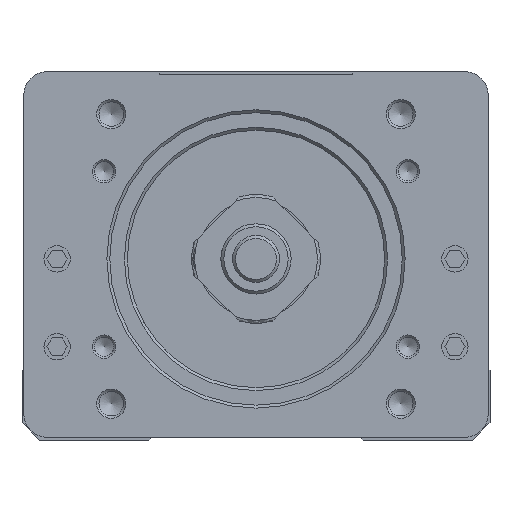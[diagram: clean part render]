
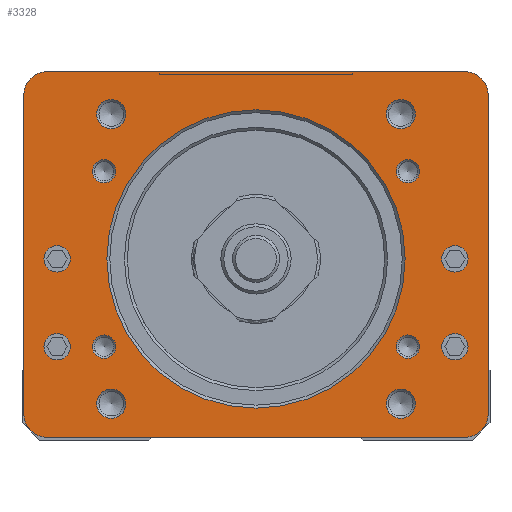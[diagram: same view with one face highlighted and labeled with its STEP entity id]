
A CAD part, front view. The second image highlights one B-rep face of the part: STEP entity #3328.
In plain terms, the highlighted planar face has unit normal (0, -1, 0).
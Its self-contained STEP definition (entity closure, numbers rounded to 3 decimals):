
#1337=FACE_BOUND('',#7025,.T.);
#1338=FACE_BOUND('',#7026,.T.);
#1339=FACE_BOUND('',#7027,.T.);
#1340=FACE_BOUND('',#7028,.T.);
#1341=FACE_BOUND('',#7029,.T.);
#1342=FACE_BOUND('',#7030,.T.);
#1343=FACE_BOUND('',#7031,.T.);
#1344=FACE_BOUND('',#7032,.T.);
#1345=FACE_BOUND('',#7033,.T.);
#1346=FACE_BOUND('',#7034,.T.);
#1347=FACE_BOUND('',#7035,.T.);
#1348=FACE_BOUND('',#7036,.T.);
#1349=FACE_BOUND('',#7037,.T.);
#1350=FACE_BOUND('',#7038,.T.);
#2081=CIRCLE('',#26312,4.);
#2082=CIRCLE('',#26314,4.);
#2083=CIRCLE('',#26316,2.);
#2084=CIRCLE('',#26318,2.);
#2085=CIRCLE('',#26320,2.);
#2086=CIRCLE('',#26322,2.);
#2087=CIRCLE('',#26324,2.5);
#2088=CIRCLE('',#26326,2.5);
#2089=CIRCLE('',#26328,2.5);
#2090=CIRCLE('',#26330,2.5);
#2091=CIRCLE('',#26332,25.5);
#2096=CIRCLE('',#26341,2.25);
#2098=CIRCLE('',#26344,2.25);
#2100=CIRCLE('',#26347,2.25);
#2102=CIRCLE('',#26350,2.25);
#2158=CIRCLE('',#26471,4.);
#2160=CIRCLE('',#26474,4.);
#3328=ADVANCED_FACE('',(#1337,#1338,#1339,#1340,#1341,#1342,#1343,#1344,
#1345,#1346,#1347,#1348,#1349,#1350),#4510,.T.);
#4510=PLANE('',#26475);
#7025=EDGE_LOOP('',(#11561));
#7026=EDGE_LOOP('',(#11562));
#7027=EDGE_LOOP('',(#11563));
#7028=EDGE_LOOP('',(#11564));
#7029=EDGE_LOOP('',(#11565));
#7030=EDGE_LOOP('',(#11566));
#7031=EDGE_LOOP('',(#11567));
#7032=EDGE_LOOP('',(#11568));
#7033=EDGE_LOOP('',(#11569));
#7034=EDGE_LOOP('',(#11570));
#7035=EDGE_LOOP('',(#11571));
#7036=EDGE_LOOP('',(#11572));
#7037=EDGE_LOOP('',(#11573));
#7038=EDGE_LOOP('',(#11574,#11575,#11576,#11577,#11578,#11579,#11580,#11581));
#11561=ORIENTED_EDGE('',*,*,#18810,.T.);
#11562=ORIENTED_EDGE('',*,*,#18809,.T.);
#11563=ORIENTED_EDGE('',*,*,#18808,.T.);
#11564=ORIENTED_EDGE('',*,*,#18807,.T.);
#11565=ORIENTED_EDGE('',*,*,#18806,.T.);
#11566=ORIENTED_EDGE('',*,*,#18805,.T.);
#11567=ORIENTED_EDGE('',*,*,#18804,.T.);
#11568=ORIENTED_EDGE('',*,*,#18803,.T.);
#11569=ORIENTED_EDGE('',*,*,#18802,.T.);
#11570=ORIENTED_EDGE('',*,*,#18822,.T.);
#11571=ORIENTED_EDGE('',*,*,#18820,.T.);
#11572=ORIENTED_EDGE('',*,*,#18818,.T.);
#11573=ORIENTED_EDGE('',*,*,#18816,.T.);
#11574=ORIENTED_EDGE('',*,*,#18961,.T.);
#11575=ORIENTED_EDGE('',*,*,#18964,.T.);
#11576=ORIENTED_EDGE('',*,*,#18965,.T.);
#11577=ORIENTED_EDGE('',*,*,#18921,.T.);
#11578=ORIENTED_EDGE('',*,*,#18800,.T.);
#11579=ORIENTED_EDGE('',*,*,#18864,.T.);
#11580=ORIENTED_EDGE('',*,*,#18797,.T.);
#11581=ORIENTED_EDGE('',*,*,#18914,.T.);
#15914=VERTEX_POINT('',#39306);
#15915=VERTEX_POINT('',#39308);
#15916=VERTEX_POINT('',#39312);
#15917=VERTEX_POINT('',#39314);
#15918=VERTEX_POINT('',#39318);
#15919=VERTEX_POINT('',#39321);
#15920=VERTEX_POINT('',#39324);
#15921=VERTEX_POINT('',#39327);
#15922=VERTEX_POINT('',#39330);
#15923=VERTEX_POINT('',#39333);
#15924=VERTEX_POINT('',#39336);
#15925=VERTEX_POINT('',#39339);
#15926=VERTEX_POINT('',#39342);
#15931=VERTEX_POINT('',#39357);
#15933=VERTEX_POINT('',#39362);
#15935=VERTEX_POINT('',#39367);
#15937=VERTEX_POINT('',#39372);
#15998=VERTEX_POINT('',#39667);
#16003=VERTEX_POINT('',#39681);
#16039=VERTEX_POINT('',#39775);
#16041=VERTEX_POINT('',#39781);
#18797=EDGE_CURVE('',#15915,#15914,#2081,.T.);
#18800=EDGE_CURVE('',#15917,#15916,#2082,.T.);
#18802=EDGE_CURVE('',#15918,#15918,#2083,.T.);
#18803=EDGE_CURVE('',#15919,#15919,#2084,.T.);
#18804=EDGE_CURVE('',#15920,#15920,#2085,.T.);
#18805=EDGE_CURVE('',#15921,#15921,#2086,.T.);
#18806=EDGE_CURVE('',#15922,#15922,#2087,.T.);
#18807=EDGE_CURVE('',#15923,#15923,#2088,.T.);
#18808=EDGE_CURVE('',#15924,#15924,#2089,.T.);
#18809=EDGE_CURVE('',#15925,#15925,#2090,.T.);
#18810=EDGE_CURVE('',#15926,#15926,#2091,.T.);
#18816=EDGE_CURVE('',#15931,#15931,#2096,.T.);
#18818=EDGE_CURVE('',#15933,#15933,#2098,.T.);
#18820=EDGE_CURVE('',#15935,#15935,#2100,.T.);
#18822=EDGE_CURVE('',#15937,#15937,#2102,.T.);
#18864=EDGE_CURVE('',#15916,#15915,#21764,.T.);
#18914=EDGE_CURVE('',#15914,#15998,#21789,.T.);
#18921=EDGE_CURVE('',#16003,#15917,#21796,.T.);
#18961=EDGE_CURVE('',#15998,#16039,#2158,.T.);
#18964=EDGE_CURVE('',#16039,#16041,#21812,.T.);
#18965=EDGE_CURVE('',#16041,#16003,#2160,.T.);
#21764=LINE('',#39517,#24184);
#21789=LINE('',#39668,#24209);
#21796=LINE('',#39680,#24216);
#21812=LINE('',#39780,#24232);
#24184=VECTOR('',#31076,1.);
#24209=VECTOR('',#31195,1.);
#24216=VECTOR('',#31204,1.);
#24232=VECTOR('',#31312,1.);
#26312=AXIS2_PLACEMENT_3D('',#39307,#30915,#30916);
#26314=AXIS2_PLACEMENT_3D('',#39313,#30921,#30922);
#26316=AXIS2_PLACEMENT_3D('',#39317,#30926,#30927);
#26318=AXIS2_PLACEMENT_3D('',#39320,#30930,#30931);
#26320=AXIS2_PLACEMENT_3D('',#39323,#30934,#30935);
#26322=AXIS2_PLACEMENT_3D('',#39326,#30938,#30939);
#26324=AXIS2_PLACEMENT_3D('',#39329,#30942,#30943);
#26326=AXIS2_PLACEMENT_3D('',#39332,#30946,#30947);
#26328=AXIS2_PLACEMENT_3D('',#39335,#30950,#30951);
#26330=AXIS2_PLACEMENT_3D('',#39338,#30954,#30955);
#26332=AXIS2_PLACEMENT_3D('',#39341,#30958,#30959);
#26341=AXIS2_PLACEMENT_3D('',#39356,#30977,#30978);
#26344=AXIS2_PLACEMENT_3D('',#39361,#30983,#30984);
#26347=AXIS2_PLACEMENT_3D('',#39366,#30989,#30990);
#26350=AXIS2_PLACEMENT_3D('',#39371,#30995,#30996);
#26471=AXIS2_PLACEMENT_3D('',#39774,#31305,#31306);
#26474=AXIS2_PLACEMENT_3D('',#39782,#31313,#31314);
#26475=AXIS2_PLACEMENT_3D('',#39783,#31315,#31316);
#30915=DIRECTION('',(0.,-1.,0.));
#30916=DIRECTION('',(1.,0.,0.));
#30921=DIRECTION('',(0.,-1.,0.));
#30922=DIRECTION('',(1.,0.,0.));
#30926=DIRECTION('',(0.,1.,0.));
#30927=DIRECTION('',(0.,0.,-1.));
#30930=DIRECTION('',(0.,1.,0.));
#30931=DIRECTION('',(0.,0.,-1.));
#30934=DIRECTION('',(0.,1.,0.));
#30935=DIRECTION('',(0.,0.,-1.));
#30938=DIRECTION('',(0.,1.,0.));
#30939=DIRECTION('',(0.,0.,-1.));
#30942=DIRECTION('',(0.,1.,0.));
#30943=DIRECTION('',(0.,0.,-1.));
#30946=DIRECTION('',(0.,1.,0.));
#30947=DIRECTION('',(0.,0.,-1.));
#30950=DIRECTION('',(0.,1.,0.));
#30951=DIRECTION('',(0.,0.,-1.));
#30954=DIRECTION('',(0.,1.,0.));
#30955=DIRECTION('',(0.,0.,-1.));
#30958=DIRECTION('',(0.,1.,0.));
#30959=DIRECTION('',(0.,0.,-1.));
#30977=DIRECTION('',(0.,1.,0.));
#30978=DIRECTION('',(0.,0.,-1.));
#30983=DIRECTION('',(0.,1.,0.));
#30984=DIRECTION('',(0.,0.,-1.));
#30989=DIRECTION('',(0.,1.,0.));
#30990=DIRECTION('',(0.,0.,-1.));
#30995=DIRECTION('',(0.,1.,0.));
#30996=DIRECTION('',(0.,0.,-1.));
#31076=DIRECTION('',(-1.,0.,0.));
#31195=DIRECTION('',(0.,0.,-1.));
#31204=DIRECTION('',(0.,0.,1.));
#31305=DIRECTION('',(0.,-1.,0.));
#31306=DIRECTION('',(1.,0.,0.));
#31312=DIRECTION('',(1.,0.,0.));
#31313=DIRECTION('',(0.,-1.,0.));
#31314=DIRECTION('',(1.,0.,0.));
#31315=DIRECTION('',(0.,-1.,0.));
#31316=DIRECTION('',(0.,0.,1.));
#39306=CARTESIAN_POINT('',(-39.7,-243.7,40.));
#39307=CARTESIAN_POINT('',(-35.7,-243.7,40.));
#39308=CARTESIAN_POINT('',(-35.7,-243.7,44.));
#39312=CARTESIAN_POINT('',(35.7,-243.7,44.));
#39313=CARTESIAN_POINT('',(35.7,-243.7,40.));
#39314=CARTESIAN_POINT('',(39.7,-243.7,40.));
#39317=CARTESIAN_POINT('',(-25.981,-243.7,27.));
#39318=CARTESIAN_POINT('',(-25.981,-243.7,25.));
#39320=CARTESIAN_POINT('',(-25.981,-243.7,-3.));
#39321=CARTESIAN_POINT('',(-25.981,-243.7,-5.));
#39323=CARTESIAN_POINT('',(25.981,-243.7,27.));
#39324=CARTESIAN_POINT('',(25.981,-243.7,25.));
#39326=CARTESIAN_POINT('',(25.981,-243.7,-3.));
#39327=CARTESIAN_POINT('',(25.981,-243.7,-5.));
#39329=CARTESIAN_POINT('',(24.749,-243.7,36.749));
#39330=CARTESIAN_POINT('',(24.749,-243.7,34.249));
#39332=CARTESIAN_POINT('',(24.749,-243.7,-12.749));
#39333=CARTESIAN_POINT('',(24.749,-243.7,-15.249));
#39335=CARTESIAN_POINT('',(-24.749,-243.7,-12.749));
#39336=CARTESIAN_POINT('',(-24.749,-243.7,-15.249));
#39338=CARTESIAN_POINT('',(-24.749,-243.7,36.749));
#39339=CARTESIAN_POINT('',(-24.749,-243.7,34.249));
#39341=CARTESIAN_POINT('',(0.,-243.7,12.));
#39342=CARTESIAN_POINT('',(0.,-243.7,-13.5));
#39356=CARTESIAN_POINT('',(34.,-243.7,12.));
#39357=CARTESIAN_POINT('',(34.,-243.7,9.75));
#39361=CARTESIAN_POINT('',(34.,-243.7,-3.));
#39362=CARTESIAN_POINT('',(34.,-243.7,-5.25));
#39366=CARTESIAN_POINT('',(-34.,-243.7,12.));
#39367=CARTESIAN_POINT('',(-34.,-243.7,9.75));
#39371=CARTESIAN_POINT('',(-34.,-243.7,-3.));
#39372=CARTESIAN_POINT('',(-34.,-243.7,-5.25));
#39517=CARTESIAN_POINT('',(35.7,-243.7,44.));
#39667=CARTESIAN_POINT('',(-39.7,-243.7,-14.5));
#39668=CARTESIAN_POINT('',(-39.7,-243.7,40.));
#39680=CARTESIAN_POINT('',(39.7,-243.7,-14.5));
#39681=CARTESIAN_POINT('',(39.7,-243.7,-14.5));
#39774=CARTESIAN_POINT('',(-35.7,-243.7,-14.5));
#39775=CARTESIAN_POINT('',(-35.7,-243.7,-18.5));
#39780=CARTESIAN_POINT('',(-35.7,-243.7,-18.5));
#39781=CARTESIAN_POINT('',(35.7,-243.7,-18.5));
#39782=CARTESIAN_POINT('',(35.7,-243.7,-14.5));
#39783=CARTESIAN_POINT('',(-35.7,-243.7,-14.5));
